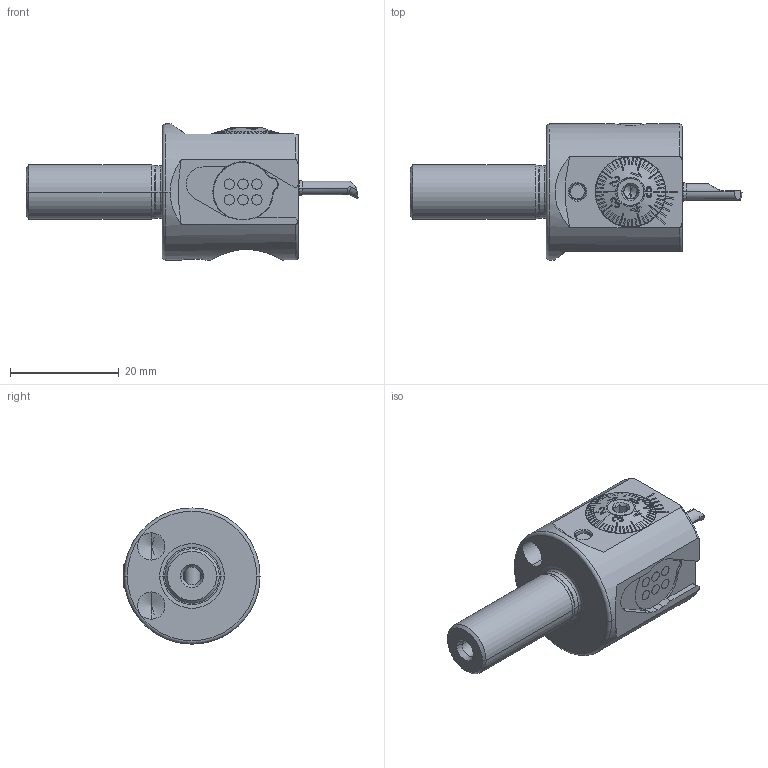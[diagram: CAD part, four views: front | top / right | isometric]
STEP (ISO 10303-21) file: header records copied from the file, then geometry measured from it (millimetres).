
FILE_DESCRIPTION (( 'STEP AP203' ), '1' );
FILE_NAME ('B06.010.025.025.STEP', '2018-02-20T11:25:09', ( 'SWIAdmin' ), ( 'Hewlett-Packard Company' ), 'SwSTEP 2.0', 'SolidWorks 2017', '' );
FILE_SCHEMA (( 'CONFIG_CONTROL_DESIGN' ));
Length unit declared in the file: millimetre
Products named in the file (19): WCA-ER2.001.006_A; A25-BG1.009.004_A_M7x0.25; Axx-BG4.003.xxx_A_A25; ISO 4026 - M4 x 8; Klebstoff D5; DIN 3771 - 11x1; SH1-A25.DA1.025_A; PEE-DA1.011.026_A; Fxx-MAB.xxx.xxx_A_F25x1x2; A25-BG1.DA1.013_A; B06.010.025.025; A25-BG1.DA2.013; A25-BG2.010.009_A; A25-BG3.005.018_A; F25-BG2.013.003_A; ISO 4026 - M5 x 4_PreviewCfg; F25-BG2.013.004_A; Mini_Schaft_4; A25-BG2.008.004_A
Assembly tree (19 placements, depth 3):
  B06.010.025.025
    SH1-A25.DA1.025_A
    A25-BG1.DA2.013
      A25-BG1.DA1.013_A
      A25-BG2.010.009_A
      F25-BG2.013.003_A
      F25-BG2.013.004_A
      A25-BG2.008.004_A
      A25-BG1.009.004_A_M7x0.25
      ISO 4026 - M4 x 8  x2
      DIN 3771 - 11x1
      Fxx-MAB.xxx.xxx_A_F25x1x2
    A25-BG3.005.018_A
    ISO 4026 - M5 x 4_PreviewCfg
    Mini_Schaft_4
    WCA-ER2.001.006_A
    Axx-BG4.003.xxx_A_A25
    Klebstoff D5
    PEE-DA1.011.026_A
Bounding box: 61 x 25 x 25 mm (x, y, z)
Volume: 11822 mm3; surface area: 10028.7 mm2
Topology: 18 solids, 18 shells, 835 faces, 2135 edges, 1350 vertices
Faces by surface type: plane 364, cylinder 180, cone 178, torus 59, bspline 52, sphere 2
Entity records: 35593 total; most frequent: CARTESIAN_POINT 14497, ORIENTED_EDGE 4182, DIRECTION 3690, EDGE_CURVE 2091, AXIS2_PLACEMENT_3D 1418, VERTEX_POINT 1330, EDGE_LOOP 879, VECTOR 854
